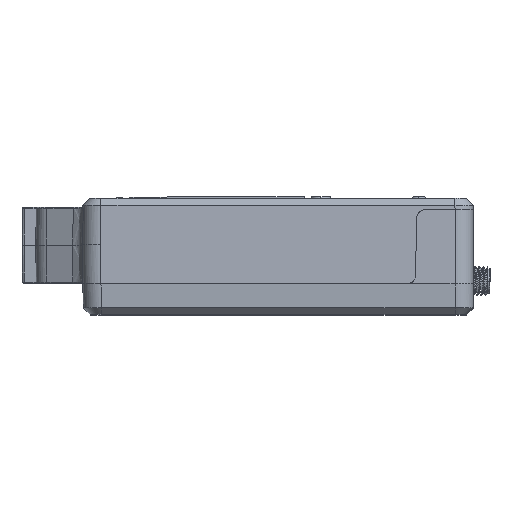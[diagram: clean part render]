
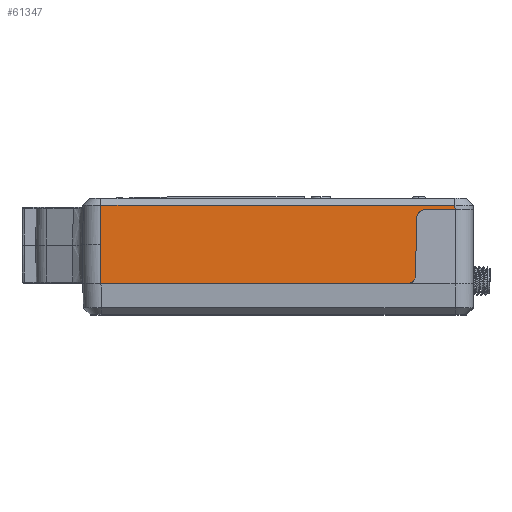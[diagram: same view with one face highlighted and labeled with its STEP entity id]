
A CAD part, top view. The second image highlights one B-rep face of the part: STEP entity #61347.
In plain terms, the highlighted planar face has unit normal (0, 0.035, 0.999).
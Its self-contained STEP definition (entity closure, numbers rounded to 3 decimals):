
#2490 = VERTEX_POINT ( 'NONE', #55092 ) ;
#3305 = PLANE ( 'NONE',  #19640 ) ;
#3368 = VERTEX_POINT ( 'NONE', #30615 ) ;
#3591 = ORIENTED_EDGE ( 'NONE', *, *, #7800, .T. ) ;
#3725 = DIRECTION ( 'NONE',  ( -1., 0., 0. ) ) ;
#4366 = CARTESIAN_POINT ( 'NONE',  ( -42.8, 11.946, 37.898 ) ) ;
#4444 = VECTOR ( 'NONE', #3725, 1000. ) ;
#4769 = FACE_OUTER_BOUND ( 'NONE', #40327, .T. ) ;
#5055 = EDGE_CURVE ( 'NONE', #3368, #37260, #21988, .T. ) ;
#5806 = VERTEX_POINT ( 'NONE', #52926 ) ;
#7709 = EDGE_CURVE ( 'NONE', #46295, #48706, #34134, .T. ) ;
#7718 = DIRECTION ( 'NONE',  ( 0., -0.999, 0.035 ) ) ;
#7800 = EDGE_CURVE ( 'NONE', #13833, #2490, #47037, .T. ) ;
#7981 = CARTESIAN_POINT ( 'NONE',  ( -42.8, -5.3, 38.5 ) ) ;
#9060 = CARTESIAN_POINT ( 'NONE',  ( 30.093, -6.571, 38.544 ) ) ;
#11127 = ORIENTED_EDGE ( 'NONE', *, *, #7709, .T. ) ;
#11171 = ORIENTED_EDGE ( 'NONE', *, *, #59810, .T. ) ;
#13596 = CARTESIAN_POINT ( 'NONE',  ( 30.366, 9.035, 37.999 ) ) ;
#13833 = VERTEX_POINT ( 'NONE', #28022 ) ;
#14198 = CARTESIAN_POINT ( 'NONE',  ( 32.365, 11., 37.931 ) ) ;
#17052 = VECTOR ( 'NONE', #41211, 1000. ) ;
#17262 = CARTESIAN_POINT ( 'NONE',  ( -38.798, -5.23, 38.498 ) ) ;
#18082 = ORIENTED_EDGE ( 'NONE', *, *, #5055, .T. ) ;
#18093 = EDGE_CURVE ( 'NONE', #48706, #5806, #26860, .T. ) ;
#19320 = VERTEX_POINT ( 'NONE', #22819 ) ;
#19640 = AXIS2_PLACEMENT_3D ( 'NONE', #51821, #56219, #7718 ) ;
#19853 = DIRECTION ( 'NONE',  ( -0.017, -0.999, 0.035 ) ) ;
#21988 = LINE ( 'NONE', #17262, #17052 ) ;
#22819 = CARTESIAN_POINT ( 'NONE',  ( 38.769, 11.946, 37.898 ) ) ;
#24168 = ORIENTED_EDGE ( 'NONE', *, *, #50259, .T. ) ;
#26557 = CARTESIAN_POINT ( 'NONE',  ( -42.8, 11., 37.931 ) ) ;
#26599 = LINE ( 'NONE', #7981, #48761 ) ;
#26860 = LINE ( 'NONE', #26557, #50480 ) ;
#27031 = LINE ( 'NONE', #55086, #28231 ) ;
#27975 = LINE ( 'NONE', #4366, #4444 ) ;
#28022 = CARTESIAN_POINT ( 'NONE',  ( 28.15, -5.3, 38.5 ) ) ;
#28231 = VECTOR ( 'NONE', #61041, 1000. ) ;
#29925 = CARTESIAN_POINT ( 'NONE',  ( 29.306, -5.3, 38.5 ) ) ;
#30615 = CARTESIAN_POINT ( 'NONE',  ( -38.948, 3.34, 38.198 ) ) ;
#31216 = ORIENTED_EDGE ( 'NONE', *, *, #51266, .T. ) ;
#32785 = CARTESIAN_POINT ( 'NONE',  ( 30.386, 10.19, 37.959 ) ) ;
#33729 = ORIENTED_EDGE ( 'NONE', *, *, #18093, .T. ) ;
#33920 = DIRECTION ( 'NONE',  ( 0.017, 0.999, -0.035 ) ) ;
#34134 =( BOUNDED_CURVE ( )  B_SPLINE_CURVE ( 3, ( #13596, #32785, #52009, #14198 ),
 .UNSPECIFIED., .F., .T. ) 
 B_SPLINE_CURVE_WITH_KNOTS ( ( 4, 4 ),
 ( 4.73, 6.283 ),
 .UNSPECIFIED. ) 
 CURVE ( )  GEOMETRIC_REPRESENTATION_ITEM ( )  RATIONAL_B_SPLINE_CURVE ( ( 1., 0.809, 0.809, 1. ) ) 
 REPRESENTATION_ITEM ( '' )  );
#36927 = DIRECTION ( 'NONE',  ( 1., 0., 0. ) ) ;
#37214 = ORIENTED_EDGE ( 'NONE', *, *, #58064, .F. ) ;
#37260 = VERTEX_POINT ( 'NONE', #41101 ) ;
#40157 = VERTEX_POINT ( 'NONE', #55243 ) ;
#40327 = EDGE_LOOP ( 'NONE', ( #24168, #11171, #44538, #18082, #37214, #3591, #31216, #11127, #33729 ) ) ;
#41101 = CARTESIAN_POINT ( 'NONE',  ( -38.797, -5.3, 38.5 ) ) ;
#41211 = DIRECTION ( 'NONE',  ( 0.017, -0.999, 0.035 ) ) ;
#41396 = DIRECTION ( 'NONE',  ( -1., 0., 0. ) ) ;
#41936 = CARTESIAN_POINT ( 'NONE',  ( 32.365, 11., 37.931 ) ) ;
#43510 = CARTESIAN_POINT ( 'NONE',  ( 30.15, -3.335, 38.431 ) ) ;
#44538 = ORIENTED_EDGE ( 'NONE', *, *, #61219, .T. ) ;
#45049 = CARTESIAN_POINT ( 'NONE',  ( -39.1, -5.365, 38.502 ) ) ;
#46295 = VERTEX_POINT ( 'NONE', #48961 ) ;
#47037 =( BOUNDED_CURVE ( )  B_SPLINE_CURVE ( 3, ( #49147, #29925, #49469, #43510 ),
 .UNSPECIFIED., .F., .T. ) 
 B_SPLINE_CURVE_WITH_KNOTS ( ( 4, 4 ),
 ( 3.142, 4.695 ),
 .UNSPECIFIED. ) 
 CURVE ( )  GEOMETRIC_REPRESENTATION_ITEM ( )  RATIONAL_B_SPLINE_CURVE ( ( 1., 0.809, 0.809, 1. ) ) 
 REPRESENTATION_ITEM ( '' )  );
#48706 = VERTEX_POINT ( 'NONE', #41936 ) ;
#48761 = VECTOR ( 'NONE', #41396, 1000. ) ;
#48961 = CARTESIAN_POINT ( 'NONE',  ( 30.366, 9.035, 37.999 ) ) ;
#49147 = CARTESIAN_POINT ( 'NONE',  ( 28.15, -5.3, 38.5 ) ) ;
#49281 = VECTOR ( 'NONE', #33920, 1000. ) ;
#49469 = CARTESIAN_POINT ( 'NONE',  ( 30.13, -4.49, 38.472 ) ) ;
#50259 = EDGE_CURVE ( 'NONE', #5806, #19320, #27031, .T. ) ;
#50480 = VECTOR ( 'NONE', #36927, 1000. ) ;
#51266 = EDGE_CURVE ( 'NONE', #2490, #46295, #51920, .T. ) ;
#51821 = CARTESIAN_POINT ( 'NONE',  ( -42.8, -5.3, 38.5 ) ) ;
#51920 = LINE ( 'NONE', #9060, #49281 ) ;
#52009 = CARTESIAN_POINT ( 'NONE',  ( 31.21, 11., 37.931 ) ) ;
#52926 = CARTESIAN_POINT ( 'NONE',  ( 38.802, 11., 37.931 ) ) ;
#54511 = LINE ( 'NONE', #45049, #60887 ) ;
#55086 = CARTESIAN_POINT ( 'NONE',  ( 39.272, -2.437, 38.4 ) ) ;
#55092 = CARTESIAN_POINT ( 'NONE',  ( 30.15, -3.335, 38.431 ) ) ;
#55243 = CARTESIAN_POINT ( 'NONE',  ( -38.798, 11.946, 37.898 ) ) ;
#56219 = DIRECTION ( 'NONE',  ( 0., 0.035, 0.999 ) ) ;
#58064 = EDGE_CURVE ( 'NONE', #13833, #37260, #26599, .T. ) ;
#59810 = EDGE_CURVE ( 'NONE', #19320, #40157, #27975, .T. ) ;
#60887 = VECTOR ( 'NONE', #19853, 1000. ) ;
#61041 = DIRECTION ( 'NONE',  ( -0.035, 0.999, -0.035 ) ) ;
#61219 = EDGE_CURVE ( 'NONE', #40157, #3368, #54511, .T. ) ;
#61347 = ADVANCED_FACE ( 'NONE', ( #4769 ), #3305, .T. ) ;
